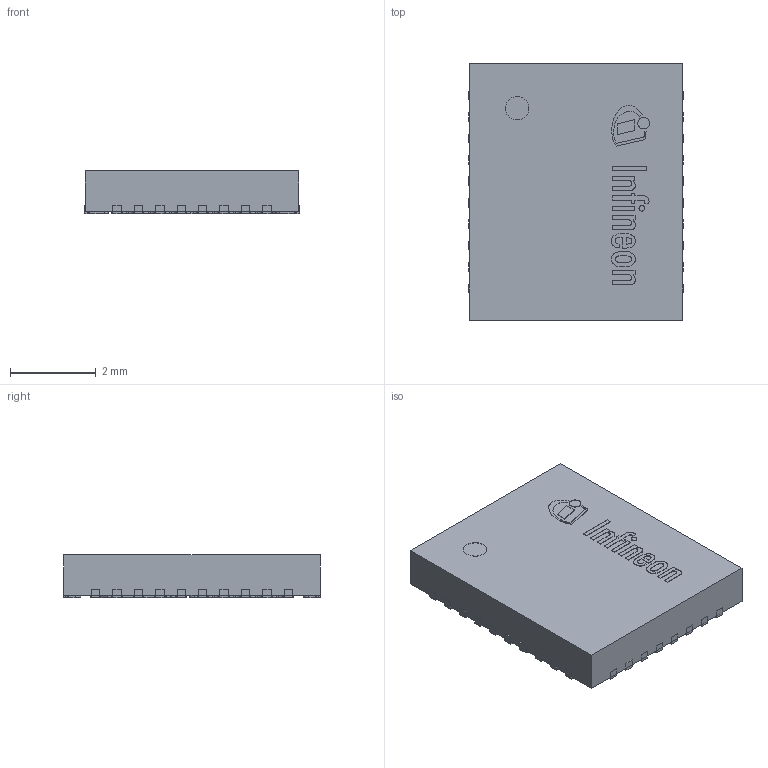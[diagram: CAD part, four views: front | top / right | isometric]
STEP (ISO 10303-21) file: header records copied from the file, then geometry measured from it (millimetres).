
FILE_DESCRIPTION(/* description */ (''),/* implementation_level */ '2;1');
FILE_NAME(/* name */ 'PG-VIQFN-36-1_Z8B00201081_V02_3D.stp',/* time_stamp */ '2021-05-03T16:03:17+06:00',/* author */ ('janartha'),/* organization */ (''),/* preprocessor_version */ 'ST-DEVELOPER v16.13',/* originating_system */ 'AutoCAD Mechanical',/* authorisation */ '');
FILE_SCHEMA (('AUTOMOTIVE_DESIGN { 1 0 10303 214 3 1 1 }'));
Length unit declared in the file: millimetre
Products named in the file (1): Product
Bounding box: 5 x 6 x 1.01 mm (x, y, z)
Surface area: 130.2 mm2
Topology: 34 solids, 34 shells, 595 faces, 1578 edges, 1052 vertices
Faces by surface type: plane 356, cylinder 221, bspline 18
Full cylindrical faces by diameter (mm): 0.132 x1, 0.272 x1, 0.55 x2
Entity records: 18679 total; most frequent: CARTESIAN_POINT 3592, ORIENTED_EDGE 3148, DIRECTION 3136, EDGE_CURVE 1574, LINE 1096, VECTOR 1096, VERTEX_POINT 1052, AXIS2_PLACEMENT_3D 1020
